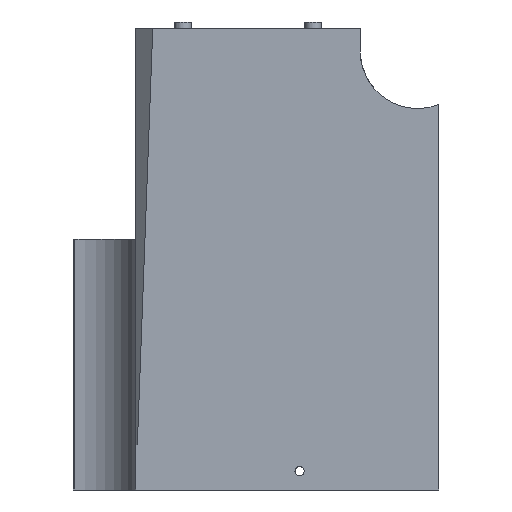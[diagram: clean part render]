
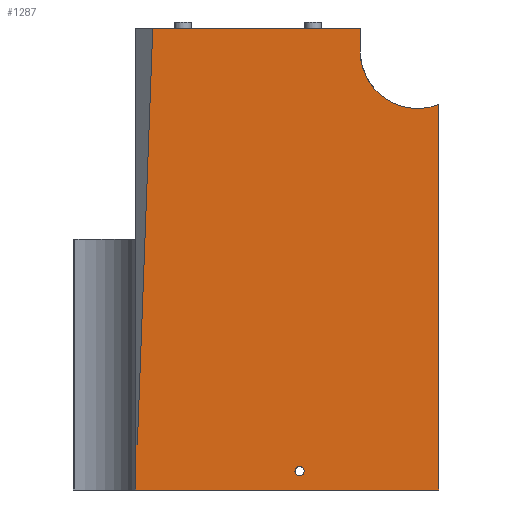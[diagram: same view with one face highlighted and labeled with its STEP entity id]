
A CAD part, front view. The second image highlights one B-rep face of the part: STEP entity #1287.
In plain terms, the highlighted planar face has unit normal (0, -1, 0).
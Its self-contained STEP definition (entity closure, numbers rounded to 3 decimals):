
#19=CIRCLE('',#1352,17.5);
#38=CIRCLE('',#1395,1.4);
#97=FACE_BOUND('',#226,.T.);
#150=FACE_OUTER_BOUND('',#225,.T.);
#225=EDGE_LOOP('',(#987,#988,#989,#990,#991,#992,#993,#994));
#226=EDGE_LOOP('',(#995));
#287=LINE('',#1835,#416);
#306=LINE('',#1964,#435);
#313=LINE('',#1981,#442);
#315=LINE('',#1989,#444);
#321=LINE('',#2004,#450);
#338=LINE('',#2061,#467);
#354=LINE('',#2102,#483);
#416=VECTOR('',#1466,10.);
#435=VECTOR('',#1509,10.);
#442=VECTOR('',#1524,10.);
#444=VECTOR('',#1532,10.);
#450=VECTOR('',#1546,10.);
#467=VECTOR('',#1609,10.);
#483=VECTOR('',#1639,10.);
#543=VERTEX_POINT('',#1829);
#545=VERTEX_POINT('',#1833);
#564=VERTEX_POINT('',#1879);
#565=VERTEX_POINT('',#1881);
#570=VERTEX_POINT('',#1961);
#580=VERTEX_POINT('',#1988);
#585=VERTEX_POINT('',#2002);
#602=VERTEX_POINT('',#2059);
#621=VERTEX_POINT('',#2103);
#668=EDGE_CURVE('',#543,#545,#287,.T.);
#690=EDGE_CURVE('',#565,#564,#19,.T.);
#697=EDGE_CURVE('',#564,#570,#306,.T.);
#706=EDGE_CURVE('',#543,#570,#313,.T.);
#710=EDGE_CURVE('',#545,#580,#315,.T.);
#718=EDGE_CURVE('',#585,#580,#321,.T.);
#745=EDGE_CURVE('',#602,#585,#338,.T.);
#766=EDGE_CURVE('',#602,#565,#354,.T.);
#767=EDGE_CURVE('',#621,#621,#38,.T.);
#987=ORIENTED_EDGE('',*,*,#710,.T.);
#988=ORIENTED_EDGE('',*,*,#718,.F.);
#989=ORIENTED_EDGE('',*,*,#745,.F.);
#990=ORIENTED_EDGE('',*,*,#766,.T.);
#991=ORIENTED_EDGE('',*,*,#690,.T.);
#992=ORIENTED_EDGE('',*,*,#697,.T.);
#993=ORIENTED_EDGE('',*,*,#706,.F.);
#994=ORIENTED_EDGE('',*,*,#668,.T.);
#995=ORIENTED_EDGE('',*,*,#767,.T.);
#1239=PLANE('',#1394);
#1287=ADVANCED_FACE('',(#150,#97),#1239,.T.);
#1352=AXIS2_PLACEMENT_3D('',#1882,#1503,#1504);
#1394=AXIS2_PLACEMENT_3D('',#2101,#1637,#1638);
#1395=AXIS2_PLACEMENT_3D('',#2104,#1640,#1641);
#1466=DIRECTION('',(-0.037,0.,-0.999));
#1503=DIRECTION('center_axis',(0.,1.,0.));
#1504=DIRECTION('ref_axis',(1.,0.,0.));
#1509=DIRECTION('',(0.,0.,1.));
#1524=DIRECTION('',(1.,0.,0.));
#1532=DIRECTION('',(-1.,0.,0.));
#1546=DIRECTION('',(0.,0.,1.));
#1609=DIRECTION('',(-1.,0.,0.));
#1637=DIRECTION('center_axis',(0.,-1.,0.));
#1638=DIRECTION('ref_axis',(1.,0.,0.));
#1639=DIRECTION('',(0.,0.,1.));
#1640=DIRECTION('center_axis',(0.,1.,0.));
#1641=DIRECTION('ref_axis',(-1.,0.,0.));
#1829=CARTESIAN_POINT('',(55.982,-295.3,140.2));
#1833=CARTESIAN_POINT('',(51.298,-295.3,13.703));
#1835=CARTESIAN_POINT('',(53.401,-295.3,70.504));
#1879=CARTESIAN_POINT('',(119.,-295.3,133.4));
#1881=CARTESIAN_POINT('',(142.9,-295.3,117.112));
#1882=CARTESIAN_POINT('Origin',(136.5,-295.3,133.4));
#1961=CARTESIAN_POINT('',(119.,-295.3,140.2));
#1964=CARTESIAN_POINT('',(119.,-295.3,66.7));
#1981=CARTESIAN_POINT('',(142.9,-295.3,140.2));
#1988=CARTESIAN_POINT('',(50.8,-295.3,13.703));
#1989=CARTESIAN_POINT('',(104.781,-295.3,13.703));
#2002=CARTESIAN_POINT('',(50.8,-295.3,0.));
#2004=CARTESIAN_POINT('',(50.8,-295.3,0.));
#2059=CARTESIAN_POINT('',(142.9,-295.3,0.));
#2061=CARTESIAN_POINT('',(142.9,-295.3,0.));
#2101=CARTESIAN_POINT('Origin',(50.8,-295.3,0.));
#2102=CARTESIAN_POINT('',(142.9,-295.3,0.));
#2103=CARTESIAN_POINT('',(101.981,-295.3,5.752));
#2104=CARTESIAN_POINT('Origin',(100.581,-295.3,5.752));
